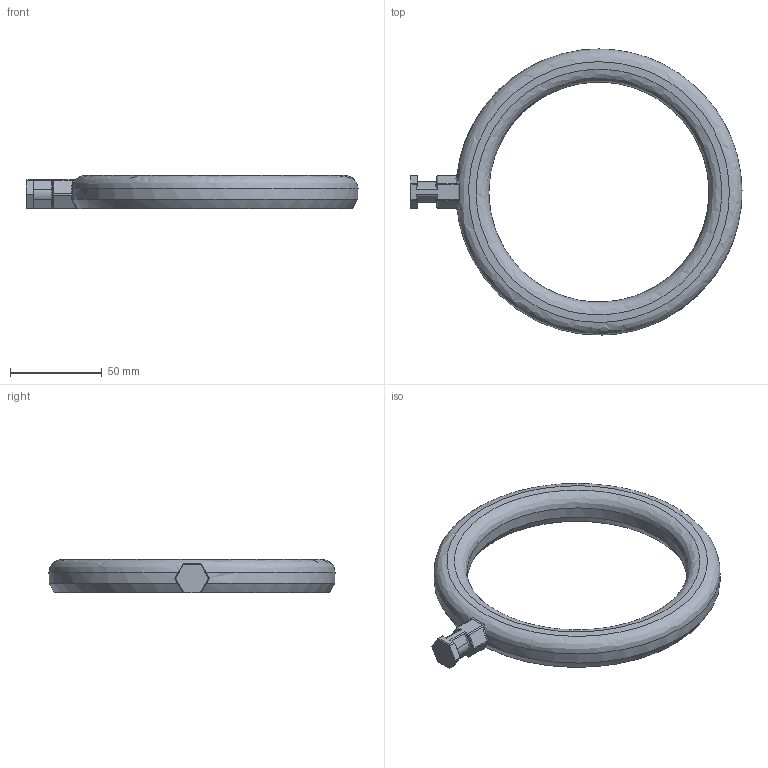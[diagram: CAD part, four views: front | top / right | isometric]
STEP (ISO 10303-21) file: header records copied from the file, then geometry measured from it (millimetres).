
FILE_DESCRIPTION(/* description */ (''),/* implementation_level */ '2;1');
FILE_NAME(/* name */ 'Ultralight Camera Holster v3.step',/* time_stamp */ '2024-05-05T17:56:08-07:00',/* author */ (''),/* organization */ (''),/* preprocessor_version */ 'ST-DEVELOPER v20',/* originating_system */ 'Autodesk Translation Framework v12.20.1.177',/* authorisation */ '');
FILE_SCHEMA (('AUTOMOTIVE_DESIGN { 1 0 10303 214 3 1 1 }'));
Length unit declared in the file: millimetre
Products named in the file (2): Ultralight Camera Holster; Component1
Assembly tree (1 placements, depth 2):
  Ultralight Camera Holster
    Component1
Bounding box: 180.99 x 155.97 x 18 mm (x, y, z)
Volume: 129517.1 mm3; surface area: 28170.8 mm2
Topology: 1 solids, 1 shells, 76 faces, 187 edges, 113 vertices
Faces by surface type: plane 53, bspline 15, cone 4, cylinder 4
Full cylindrical faces by diameter (mm): 120 x1
Entity records: 3177 total; most frequent: CARTESIAN_POINT 1485, ORIENTED_EDGE 374, DIRECTION 275, EDGE_CURVE 187, LINE 123, VECTOR 123, VERTEX_POINT 113, EDGE_LOOP 78
